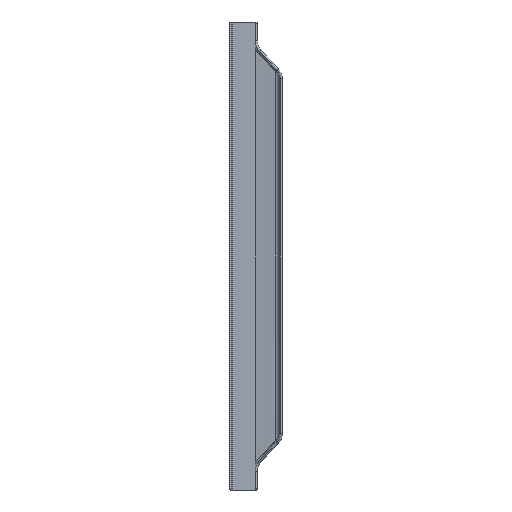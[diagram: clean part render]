
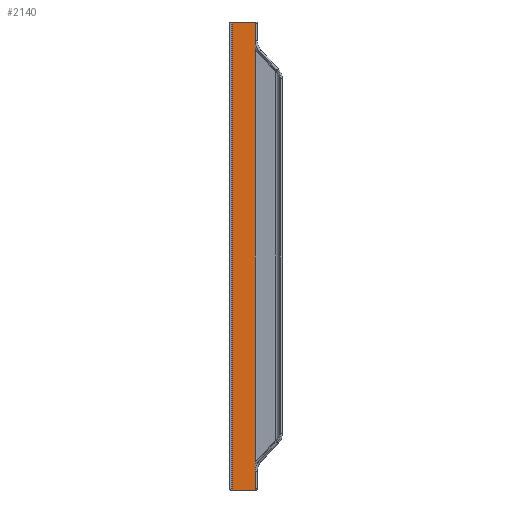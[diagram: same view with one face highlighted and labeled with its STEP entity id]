
A CAD part, front view. The second image highlights one B-rep face of the part: STEP entity #2140.
In plain terms, the highlighted planar face has unit normal (0, -1, 0).
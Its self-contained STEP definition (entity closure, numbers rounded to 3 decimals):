
#90 = EDGE_CURVE ( 'NONE', #1130, #2540, #829, .T. ) ;
#269 = CARTESIAN_POINT ( 'NONE',  ( 17.4, 13., -160. ) ) ;
#481 = CARTESIAN_POINT ( 'NONE',  ( 17.4, 13., 140.984 ) ) ;
#526 = CARTESIAN_POINT ( 'NONE',  ( 0., 13., -160. ) ) ;
#573 = CARTESIAN_POINT ( 'NONE',  ( 0., 13., 160. ) ) ;
#626 = EDGE_CURVE ( 'NONE', #2109, #1908, #758, .T. ) ;
#668 = ORIENTED_EDGE ( 'NONE', *, *, #678, .T. ) ;
#678 = EDGE_CURVE ( 'NONE', #679, #2109, #1815, .T. ) ;
#679 = VERTEX_POINT ( 'NONE', #269 ) ;
#758 = LINE ( 'NONE', #2485, #2506 ) ;
#798 = PLANE ( 'NONE',  #3238 ) ;
#829 = LINE ( 'NONE', #573, #1282 ) ;
#918 = VECTOR ( 'NONE', #1984, 1000. ) ;
#934 = EDGE_CURVE ( 'NONE', #2540, #1908, #1748, .T. ) ;
#949 = LINE ( 'NONE', #1958, #2988 ) ;
#1077 = CARTESIAN_POINT ( 'NONE',  ( 1.65, 13., -160. ) ) ;
#1080 = FACE_OUTER_BOUND ( 'NONE', #3160, .T. ) ;
#1130 = VERTEX_POINT ( 'NONE', #1876 ) ;
#1163 = EDGE_CURVE ( 'NONE', #2806, #679, #949, .T. ) ;
#1221 = LINE ( 'NONE', #2803, #1393 ) ;
#1282 = VECTOR ( 'NONE', #2137, 1000. ) ;
#1291 = ORIENTED_EDGE ( 'NONE', *, *, #1361, .T. ) ;
#1315 = DIRECTION ( 'NONE',  ( 0., -1., 0. ) ) ;
#1327 = DIRECTION ( 'NONE',  ( 1., 0., 0. ) ) ;
#1361 = EDGE_CURVE ( 'NONE', #1130, #2806, #1221, .T. ) ;
#1393 = VECTOR ( 'NONE', #3049, 1000. ) ;
#1573 = ORIENTED_EDGE ( 'NONE', *, *, #90, .F. ) ;
#1748 = LINE ( 'NONE', #2758, #918 ) ;
#1790 = ORIENTED_EDGE ( 'NONE', *, *, #626, .T. ) ;
#1815 = LINE ( 'NONE', #2565, #2078 ) ;
#1842 = DIRECTION ( 'NONE',  ( 0., 0., 1. ) ) ;
#1876 = CARTESIAN_POINT ( 'NONE',  ( 1.65, 13., 160. ) ) ;
#1908 = VERTEX_POINT ( 'NONE', #481 ) ;
#1914 = CARTESIAN_POINT ( 'NONE',  ( 17.4, 13., 160. ) ) ;
#1958 = CARTESIAN_POINT ( 'NONE',  ( 0., 13., -160. ) ) ;
#1984 = DIRECTION ( 'NONE',  ( 0., 0., -1. ) ) ;
#2078 = VECTOR ( 'NONE', #1842, 1000. ) ;
#2109 = VERTEX_POINT ( 'NONE', #2338 ) ;
#2137 = DIRECTION ( 'NONE',  ( 1., 0., 0. ) ) ;
#2140 = ADVANCED_FACE ( 'NONE', ( #1080 ), #798, .T. ) ;
#2184 = ORIENTED_EDGE ( 'NONE', *, *, #1163, .T. ) ;
#2338 = CARTESIAN_POINT ( 'NONE',  ( 17.4, 13., -140.984 ) ) ;
#2424 = ORIENTED_EDGE ( 'NONE', *, *, #934, .F. ) ;
#2485 = CARTESIAN_POINT ( 'NONE',  ( 17.4, 13., -157.881 ) ) ;
#2506 = VECTOR ( 'NONE', #2983, 1000. ) ;
#2540 = VERTEX_POINT ( 'NONE', #1914 ) ;
#2565 = CARTESIAN_POINT ( 'NONE',  ( 17.4, 13., -142.095 ) ) ;
#2758 = CARTESIAN_POINT ( 'NONE',  ( 17.4, 13., 160. ) ) ;
#2803 = CARTESIAN_POINT ( 'NONE',  ( 1.65, 13., -160. ) ) ;
#2806 = VERTEX_POINT ( 'NONE', #1077 ) ;
#2983 = DIRECTION ( 'NONE',  ( 0., 0., 1. ) ) ;
#2988 = VECTOR ( 'NONE', #3166, 1000. ) ;
#3049 = DIRECTION ( 'NONE',  ( 0., 0., -1. ) ) ;
#3160 = EDGE_LOOP ( 'NONE', ( #1573, #1291, #2184, #668, #1790, #2424 ) ) ;
#3166 = DIRECTION ( 'NONE',  ( 1., 0., 0. ) ) ;
#3238 = AXIS2_PLACEMENT_3D ( 'NONE', #526, #1315, #1327 ) ;
